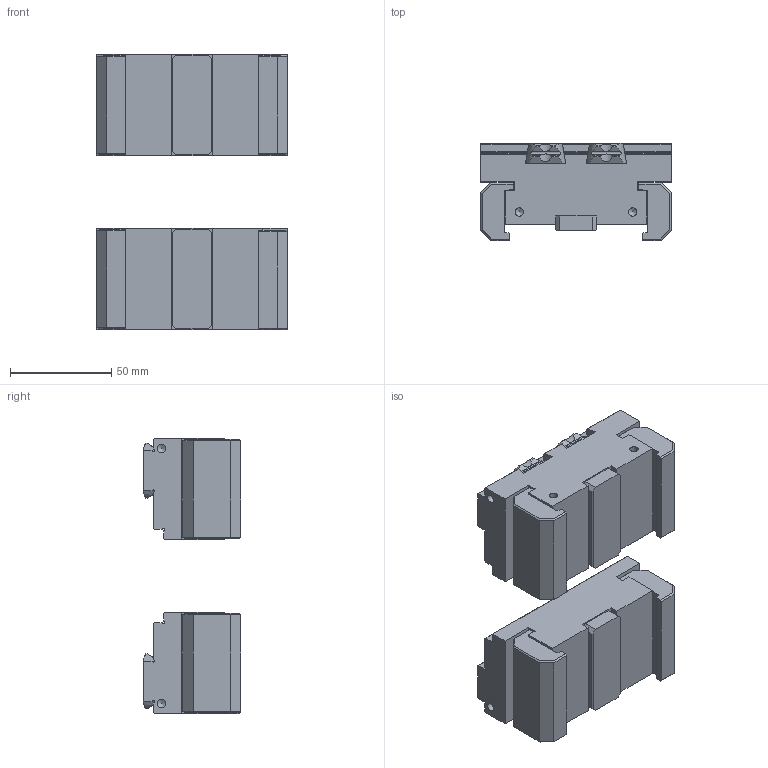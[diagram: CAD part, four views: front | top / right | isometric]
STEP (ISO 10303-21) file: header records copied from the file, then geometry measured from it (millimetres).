
FILE_DESCRIPTION((''),'2;1');
FILE_NAME('300-0094-010-Kunde.stp','2012-12-04T09:51:58',('adam'),(''),'Autodesk Inventor 2012','Autodesk Inventor 2012','');
FILE_SCHEMA(('AUTOMOTIVE_DESIGN { 1 0 10303 214 1 1 1 1 }'));
Length unit declared in the file: millimetre
Products named in the file (1): 300-0094-010-Kunde
Bounding box: 94 x 48.07 x 135.94 mm (x, y, z)
Volume: 346807.5 mm3; surface area: 68323.4 mm2
Topology: 5 solids, 8 shells, 470 faces, 1329 edges, 859 vertices
Faces by surface type: plane 373, cylinder 64, cone 32, torus 1
Full cylindrical faces by diameter (mm): 3.6 x2, 4.134 x8, 8 x1, 10 x1, 20 x3, 24.5 x1, 25 x1
Entity records: 15512 total; most frequent: CARTESIAN_POINT 2963, ORIENTED_EDGE 2560, DIRECTION 2405, EDGE_CURVE 1280, VECTOR 981, LINE 981, VERTEX_POINT 844, AXIS2_PLACEMENT_3D 712
